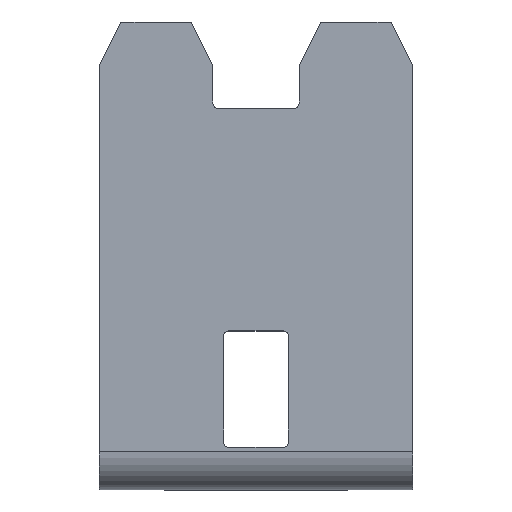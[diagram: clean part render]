
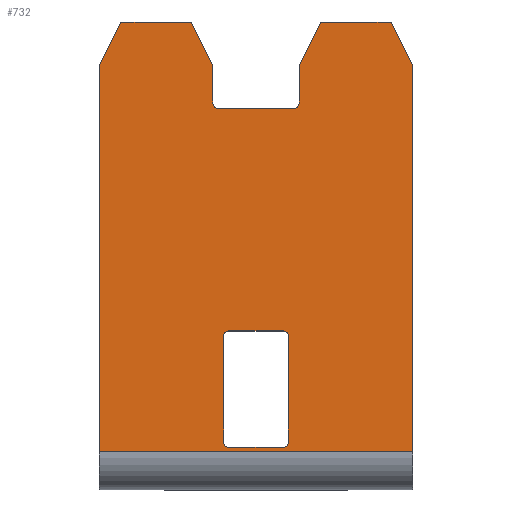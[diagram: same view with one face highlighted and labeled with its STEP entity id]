
A CAD part, top view. The second image highlights one B-rep face of the part: STEP entity #732.
In plain terms, the highlighted planar face has unit normal (0, 0, 1).
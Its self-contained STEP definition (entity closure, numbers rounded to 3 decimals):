
#123=CARTESIAN_POINT('',(-2.5,-10.385,1.5));
#124=DIRECTION('',(0.,0.,1.));
#125=DIRECTION('',(-1.,0.,0.));
#126=AXIS2_PLACEMENT_3D('',#123,#124,#125);
#128=DIRECTION('',(-1.,0.,0.));
#129=VECTOR('',#128,5.);
#130=CARTESIAN_POINT('',(2.5,-10.885,1.5));
#131=LINE('',#130,#129);
#132=CARTESIAN_POINT('',(2.5,-10.385,1.5));
#133=DIRECTION('',(0.,0.,1.));
#134=DIRECTION('',(0.,-1.,0.));
#135=AXIS2_PLACEMENT_3D('',#132,#133,#134);
#137=DIRECTION('',(0.,-1.,0.));
#138=VECTOR('',#137,9.785);
#139=CARTESIAN_POINT('',(3.,-0.6,1.5));
#140=LINE('',#139,#138);
#141=CARTESIAN_POINT('',(2.5,-0.6,1.5));
#142=DIRECTION('',(0.,0.,1.));
#143=DIRECTION('',(1.,0.,0.));
#144=AXIS2_PLACEMENT_3D('',#141,#142,#143);
#146=DIRECTION('',(1.,0.,0.));
#147=VECTOR('',#146,5.);
#148=CARTESIAN_POINT('',(-2.5,-0.1,1.5));
#149=LINE('',#148,#147);
#150=CARTESIAN_POINT('',(-2.5,-0.6,1.5));
#151=DIRECTION('',(0.,0.,1.));
#152=DIRECTION('',(0.,1.,0.));
#153=AXIS2_PLACEMENT_3D('',#150,#151,#152);
#155=DIRECTION('',(0.,1.,0.));
#156=VECTOR('',#155,9.785);
#157=CARTESIAN_POINT('',(-3.,-10.385,1.5));
#158=LINE('',#157,#156);
#159=DIRECTION('',(-0.447,0.894,0.));
#160=VECTOR('',#159,4.472);
#161=CARTESIAN_POINT('',(14.5,24.5,1.5));
#162=LINE('',#161,#160);
#163=DIRECTION('',(0.,1.,0.));
#164=VECTOR('',#163,35.785);
#165=CARTESIAN_POINT('',(14.5,-11.285,1.5));
#166=LINE('',#165,#164);
#167=DIRECTION('',(0.,-1.,0.));
#168=VECTOR('',#167,35.785);
#169=CARTESIAN_POINT('',(-14.5,24.5,1.5));
#170=LINE('',#169,#168);
#171=DIRECTION('',(-0.447,-0.894,0.));
#172=VECTOR('',#171,4.472);
#173=CARTESIAN_POINT('',(-12.5,28.5,1.5));
#174=LINE('',#173,#172);
#175=DIRECTION('',(-1.,0.,0.));
#176=VECTOR('',#175,6.5);
#177=CARTESIAN_POINT('',(-6.,28.5,1.5));
#178=LINE('',#177,#176);
#179=DIRECTION('',(-0.447,0.894,0.));
#180=VECTOR('',#179,4.472);
#181=CARTESIAN_POINT('',(-4.,24.5,1.5));
#182=LINE('',#181,#180);
#183=DIRECTION('',(0.,1.,0.));
#184=VECTOR('',#183,3.5);
#185=CARTESIAN_POINT('',(-4.,21.,1.5));
#186=LINE('',#185,#184);
#187=CARTESIAN_POINT('',(-3.5,21.,1.5));
#188=DIRECTION('',(0.,0.,1.));
#189=DIRECTION('',(-1.,0.,0.));
#190=AXIS2_PLACEMENT_3D('',#187,#188,#189);
#192=DIRECTION('',(-1.,0.,0.));
#193=VECTOR('',#192,7.);
#194=CARTESIAN_POINT('',(3.5,20.5,1.5));
#195=LINE('',#194,#193);
#196=CARTESIAN_POINT('',(3.5,21.,1.5));
#197=DIRECTION('',(0.,0.,1.));
#198=DIRECTION('',(0.,-1.,0.));
#199=AXIS2_PLACEMENT_3D('',#196,#197,#198);
#201=DIRECTION('',(0.,-1.,0.));
#202=VECTOR('',#201,3.5);
#203=CARTESIAN_POINT('',(4.,24.5,1.5));
#204=LINE('',#203,#202);
#205=DIRECTION('',(-0.447,-0.894,0.));
#206=VECTOR('',#205,4.472);
#207=CARTESIAN_POINT('',(6.,28.5,1.5));
#208=LINE('',#207,#206);
#209=DIRECTION('',(-1.,0.,0.));
#210=VECTOR('',#209,6.5);
#211=CARTESIAN_POINT('',(12.5,28.5,1.5));
#212=LINE('',#211,#210);
#230=DIRECTION('',(-1.,0.,0.));
#231=VECTOR('',#230,29.);
#232=CARTESIAN_POINT('',(14.5,-11.285,1.5));
#233=LINE('',#232,#231);
#405=CARTESIAN_POINT('',(-14.5,-11.285,1.5));
#406=VERTEX_POINT('',#405);
#407=CARTESIAN_POINT('',(14.5,-11.285,1.5));
#408=VERTEX_POINT('',#407);
#433=CARTESIAN_POINT('',(-3.,-10.385,1.5));
#434=CARTESIAN_POINT('',(-2.5,-10.885,1.5));
#435=VERTEX_POINT('',#433);
#436=VERTEX_POINT('',#434);
#437=CARTESIAN_POINT('',(-3.,-0.6,1.5));
#438=VERTEX_POINT('',#437);
#439=CARTESIAN_POINT('',(-2.5,-0.1,1.5));
#440=VERTEX_POINT('',#439);
#441=CARTESIAN_POINT('',(2.5,-0.1,1.5));
#442=VERTEX_POINT('',#441);
#443=CARTESIAN_POINT('',(3.,-0.6,1.5));
#444=VERTEX_POINT('',#443);
#445=CARTESIAN_POINT('',(3.,-10.385,1.5));
#446=VERTEX_POINT('',#445);
#447=CARTESIAN_POINT('',(2.5,-10.885,1.5));
#448=VERTEX_POINT('',#447);
#465=CARTESIAN_POINT('',(6.,28.5,1.5));
#466=CARTESIAN_POINT('',(4.,24.5,1.5));
#467=VERTEX_POINT('',#465);
#468=VERTEX_POINT('',#466);
#469=CARTESIAN_POINT('',(4.,21.,1.5));
#470=VERTEX_POINT('',#469);
#471=CARTESIAN_POINT('',(3.5,20.5,1.5));
#472=VERTEX_POINT('',#471);
#473=CARTESIAN_POINT('',(-3.5,20.5,1.5));
#474=VERTEX_POINT('',#473);
#475=CARTESIAN_POINT('',(-4.,21.,1.5));
#476=VERTEX_POINT('',#475);
#477=CARTESIAN_POINT('',(-4.,24.5,1.5));
#478=VERTEX_POINT('',#477);
#479=CARTESIAN_POINT('',(-6.,28.5,1.5));
#480=VERTEX_POINT('',#479);
#509=CARTESIAN_POINT('',(14.5,24.5,1.5));
#510=VERTEX_POINT('',#509);
#511=CARTESIAN_POINT('',(12.5,28.5,1.5));
#512=VERTEX_POINT('',#511);
#517=CARTESIAN_POINT('',(-12.5,28.5,1.5));
#518=VERTEX_POINT('',#517);
#519=CARTESIAN_POINT('',(-14.5,24.5,1.5));
#520=VERTEX_POINT('',#519);
#687=CARTESIAN_POINT('',(0.,0.,1.5));
#688=DIRECTION('',(0.,0.,1.));
#689=DIRECTION('',(1.,0.,0.));
#690=AXIS2_PLACEMENT_3D('',#687,#688,#689);
#691=PLANE('',#690);
#693=ORIENTED_EDGE('',*,*,#692,.F.);
#695=ORIENTED_EDGE('',*,*,#694,.F.);
#697=ORIENTED_EDGE('',*,*,#696,.T.);
#699=ORIENTED_EDGE('',*,*,#698,.F.);
#701=ORIENTED_EDGE('',*,*,#700,.F.);
#703=ORIENTED_EDGE('',*,*,#702,.F.);
#705=ORIENTED_EDGE('',*,*,#704,.F.);
#707=ORIENTED_EDGE('',*,*,#706,.F.);
#709=ORIENTED_EDGE('',*,*,#708,.T.);
#711=ORIENTED_EDGE('',*,*,#710,.F.);
#713=ORIENTED_EDGE('',*,*,#712,.T.);
#715=ORIENTED_EDGE('',*,*,#714,.F.);
#717=ORIENTED_EDGE('',*,*,#716,.F.);
#719=ORIENTED_EDGE('',*,*,#718,.F.);
#720=EDGE_LOOP('',(#693,#695,#697,#699,#701,#703,#705,#707,#709,#711,#713,#715,
#717,#719));
#721=FACE_OUTER_BOUND('',#720,.F.);
#722=ORIENTED_EDGE('',*,*,#583,.T.);
#723=ORIENTED_EDGE('',*,*,#598,.F.);
#724=ORIENTED_EDGE('',*,*,#612,.T.);
#725=ORIENTED_EDGE('',*,*,#626,.F.);
#726=ORIENTED_EDGE('',*,*,#640,.T.);
#727=ORIENTED_EDGE('',*,*,#654,.F.);
#728=ORIENTED_EDGE('',*,*,#668,.T.);
#729=ORIENTED_EDGE('',*,*,#681,.F.);
#730=EDGE_LOOP('',(#722,#723,#724,#725,#726,#727,#728,#729));
#731=FACE_BOUND('',#730,.F.);
#732=ADVANCED_FACE('',(#721,#731),#691,.T.);
#127=CIRCLE('',#126,0.5);
#136=CIRCLE('',#135,0.5);
#145=CIRCLE('',#144,0.5);
#154=CIRCLE('',#153,0.5);
#191=CIRCLE('',#190,0.5);
#200=CIRCLE('',#199,0.5);
#583=EDGE_CURVE('',#435,#436,#127,.T.);
#598=EDGE_CURVE('',#448,#436,#131,.T.);
#612=EDGE_CURVE('',#448,#446,#136,.T.);
#626=EDGE_CURVE('',#444,#446,#140,.T.);
#640=EDGE_CURVE('',#444,#442,#145,.T.);
#654=EDGE_CURVE('',#440,#442,#149,.T.);
#668=EDGE_CURVE('',#440,#438,#154,.T.);
#681=EDGE_CURVE('',#435,#438,#158,.T.);
#692=EDGE_CURVE('',#510,#512,#162,.T.);
#694=EDGE_CURVE('',#408,#510,#166,.T.);
#696=EDGE_CURVE('',#408,#406,#233,.T.);
#698=EDGE_CURVE('',#520,#406,#170,.T.);
#700=EDGE_CURVE('',#518,#520,#174,.T.);
#702=EDGE_CURVE('',#480,#518,#178,.T.);
#704=EDGE_CURVE('',#478,#480,#182,.T.);
#706=EDGE_CURVE('',#476,#478,#186,.T.);
#708=EDGE_CURVE('',#476,#474,#191,.T.);
#710=EDGE_CURVE('',#472,#474,#195,.T.);
#712=EDGE_CURVE('',#472,#470,#200,.T.);
#714=EDGE_CURVE('',#468,#470,#204,.T.);
#716=EDGE_CURVE('',#467,#468,#208,.T.);
#718=EDGE_CURVE('',#512,#467,#212,.T.);
